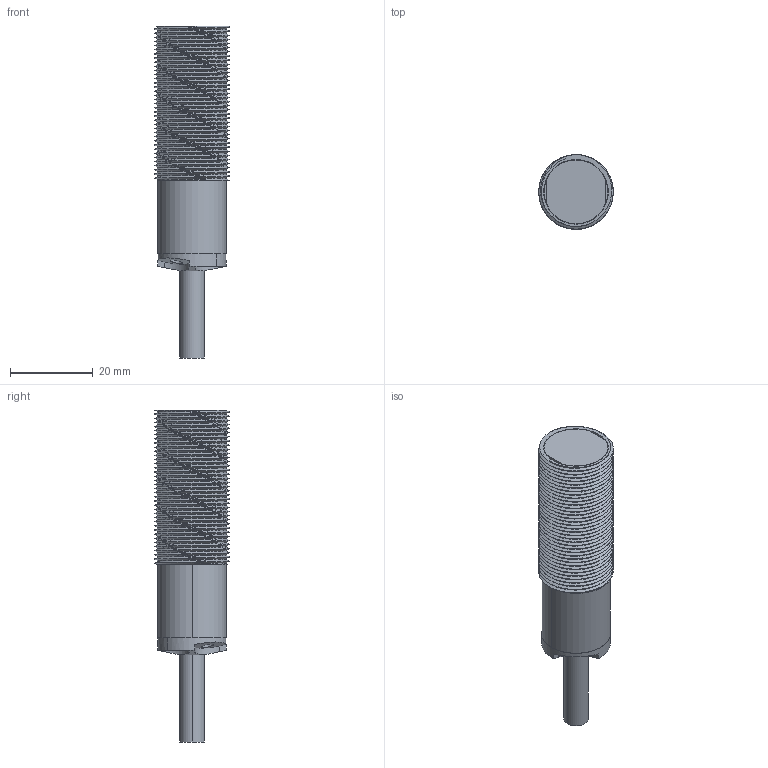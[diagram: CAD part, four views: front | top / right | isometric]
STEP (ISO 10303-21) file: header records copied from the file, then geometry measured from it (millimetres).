
FILE_DESCRIPTION((''),'2;1');
FILE_NAME('155358_SW','2011-02-03T',('banengservice'),('BANNER ENGINEERING'),'PRO/ENGINEER BY PARAMETRIC TECHNOLOGY CORPORATION, 2009141','PRO/ENGINEER BY PARAMETRIC TECHNOLOGY CORPORATION, 2009141','');
FILE_SCHEMA(('CONFIG_CONTROL_DESIGN'));
Length unit declared in the file: inch
Products named in the file (1): 155358_SW
Bounding box: 18 x 18 x 80.16 mm (x, y, z)
Volume: 4986.5 mm3; surface area: 10919.5 mm2
Topology: 1 solids, 3 shells, 295 faces, 788 edges, 503 vertices
Faces by surface type: cylinder 144, plane 74, cone 36, bspline 35, revolution 4, torus 2
Entity records: 22761 total; most frequent: CARTESIAN_POINT 15766, ORIENTED_EDGE 1568, DIRECTION 1285, EDGE_CURVE 784, VERTEX_POINT 503, AXIS2_PLACEMENT_3D 490, EDGE_LOOP 317, VECTOR 301
